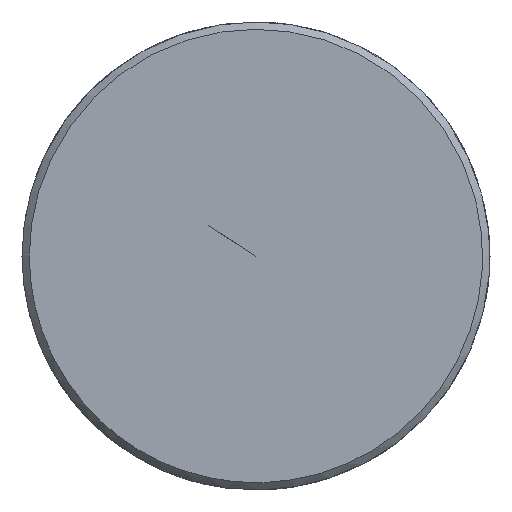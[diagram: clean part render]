
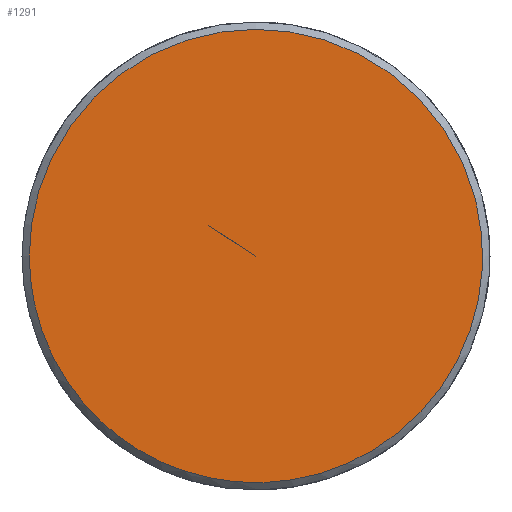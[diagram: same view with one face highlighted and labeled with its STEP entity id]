
A CAD part, left-side view. The second image highlights one B-rep face of the part: STEP entity #1291.
In plain terms, the highlighted free-form (B-spline) face has degree [5, 1] with [6, 2] control points.
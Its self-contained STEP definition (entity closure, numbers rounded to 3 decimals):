
#1219 = CARTESIAN_POINT ('', (-120., 7.75, 0.));
#1220 = VERTEX_POINT ('', #1219);
#1228 = CARTESIAN_POINT ('', (-120., 7.75, 0.));
#1229 = CARTESIAN_POINT ('', (-120., 7.75, 31.));
#1230 = CARTESIAN_POINT ('', (-120., -23.25, 15.5));
#1231 = CARTESIAN_POINT ('', (-120., -23.25, -15.5));
#1232 = CARTESIAN_POINT ('', (-120., 7.75, -31.));
#1233 = CARTESIAN_POINT ('', (-120., 7.75, 0.));
#1234 = (
   BOUNDED_CURVE ()
   B_SPLINE_CURVE (5, (#1228, #1229, #1230, #1231, #1232, #1233), .UNSPECIFIED., .T., .U.)
   B_SPLINE_CURVE_WITH_KNOTS ((6, 6), (0., 1.), .UNSPECIFIED.)
   CURVE ()
   GEOMETRIC_REPRESENTATION_ITEM ()
   RATIONAL_B_SPLINE_CURVE ((5., 1., 1., 1., 1., 5.))
   REPRESENTATION_ITEM ('')
);
#1235 = EDGE_CURVE ('', #1220, #1220, #1234, .T.);
#1267 = CARTESIAN_POINT ('', (-120., 0., 0.));
#1268 = VERTEX_POINT ('', #1267);
#1269 = CARTESIAN_POINT ('', (-120., 0., 0.));
#1270 = CARTESIAN_POINT ('', (-120., 7.75, 0.));
#1271 = B_SPLINE_CURVE_WITH_KNOTS ('', 1, (#1269, #1270), .UNSPECIFIED., .F., .U., (2, 2), (0., 1.), .UNSPECIFIED.);
#1272 = EDGE_CURVE ('', #1268, #1220, #1271, .T.);
#1273 = ORIENTED_EDGE ('', *, *, #1272, .F.);
#1274 = ORIENTED_EDGE ('', *, *, #1272, .T.);
#1275 = ORIENTED_EDGE ('', *, *, #1235, .F.);
#1276 = EDGE_LOOP ('', (#1273, #1274, #1275));
#1277 = FACE_OUTER_BOUND ('', #1276, .T.);
#1278 = CARTESIAN_POINT ('', (-120., 0., 0.));
#1279 = CARTESIAN_POINT ('', (-120., 7.75, 0.));
#1280 = CARTESIAN_POINT ('', (-120., 0., 0.));
#1281 = CARTESIAN_POINT ('', (-120., 7.75, 31.));
#1282 = CARTESIAN_POINT ('', (-120., 0., 0.));
#1283 = CARTESIAN_POINT ('', (-120., -23.25, 15.5));
#1284 = CARTESIAN_POINT ('', (-120., 0., 0.));
#1285 = CARTESIAN_POINT ('', (-120., -23.25, -15.5));
#1286 = CARTESIAN_POINT ('', (-120., 0., 0.));
#1287 = CARTESIAN_POINT ('', (-120., 7.75, -31.));
#1288 = CARTESIAN_POINT ('', (-120., 0., 0.));
#1289 = CARTESIAN_POINT ('', (-120., 7.75, 0.));
#1290 = (
   BOUNDED_SURFACE ()
   B_SPLINE_SURFACE (5, 1, ((#1278, #1279), (#1280, #1281), (#1282, #1283), (#1284, #1285), (#1286, #1287), (#1288, #1289)), .UNSPECIFIED., .T., .F., .U.)
   B_SPLINE_SURFACE_WITH_KNOTS ((6, 6), (2, 2), (0., 1.), (0., 1.), .UNSPECIFIED.)
   SURFACE ()
   GEOMETRIC_REPRESENTATION_ITEM ()
   RATIONAL_B_SPLINE_SURFACE (((5., 5.), (1., 1.), (1., 1.), (1., 1.), (1., 1.), (5., 5.)))
   REPRESENTATION_ITEM ('')
);
#1291 = ADVANCED_FACE ('', (#1277), #1290, .T.);
